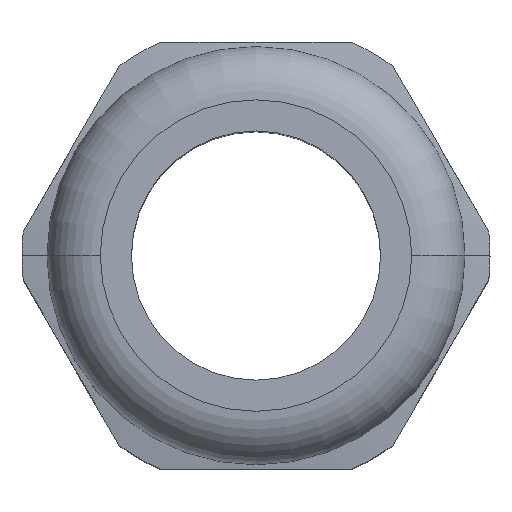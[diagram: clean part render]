
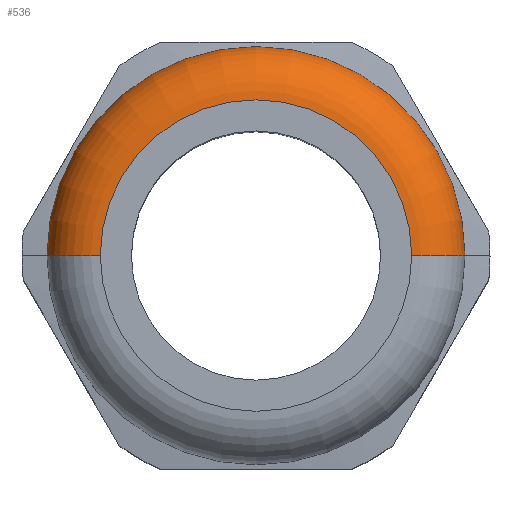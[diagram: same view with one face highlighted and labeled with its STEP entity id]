
A CAD part, top view. The second image highlights one B-rep face of the part: STEP entity #536.
In plain terms, the highlighted toroidal (fillet/blend) face has major radius 8.75 mm and minor radius 3 mm.
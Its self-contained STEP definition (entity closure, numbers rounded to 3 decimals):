
#79 = AXIS2_PLACEMENT_3D ( 'NONE', #1402, #1403, #1404 ) ;
#251 = DIRECTION ( 'NONE',  ( 1., 0., 0. ) ) ;
#252 = DIRECTION ( 'NONE',  ( 0., 0., 1. ) ) ;
#253 = CARTESIAN_POINT ( 'NONE',  ( 0., 0., 29. ) ) ;
#372 = CIRCLE ( 'NONE', #79, 3. ) ;
#374 = TOROIDAL_SURFACE ( 'NONE', #599, 8.75, 3. ) ;
#383 = CIRCLE ( 'NONE', #818, 3. ) ;
#384 = CIRCLE ( 'NONE', #817, 11.75 ) ;
#412 = CIRCLE ( 'NONE', #1162, 8.75 ) ;
#447 = EDGE_CURVE ( 'NONE', #1032, #1044, #412, .T. ) ;
#521 = EDGE_CURVE ( 'NONE', #1059, #1034, #384, .T. ) ;
#522 = EDGE_CURVE ( 'NONE', #1059, #1044, #383, .T. ) ;
#536 = ADVANCED_FACE ( 'NONE', ( #594 ), #374, .T. ) ;
#544 = EDGE_CURVE ( 'NONE', #1034, #1032, #372, .T. ) ;
#594 = FACE_OUTER_BOUND ( 'NONE', #1144, .T. ) ;
#599 = AXIS2_PLACEMENT_3D ( 'NONE', #1247, #1246, #1245 ) ;
#817 = AXIS2_PLACEMENT_3D ( 'NONE', #1292, #1291, #1290 ) ;
#818 = AXIS2_PLACEMENT_3D ( 'NONE', #1289, #1288, #1287 ) ;
#983 = ORIENTED_EDGE ( 'NONE', *, *, #544, .F. ) ;
#984 = ORIENTED_EDGE ( 'NONE', *, *, #522, .T. ) ;
#985 = ORIENTED_EDGE ( 'NONE', *, *, #447, .F. ) ;
#1032 = VERTEX_POINT ( 'NONE', #1523 ) ;
#1034 = VERTEX_POINT ( 'NONE', #1525 ) ;
#1044 = VERTEX_POINT ( 'NONE', #1535 ) ;
#1059 = VERTEX_POINT ( 'NONE', #1550 ) ;
#1133 = ORIENTED_EDGE ( 'NONE', *, *, #521, .F. ) ;
#1144 = EDGE_LOOP ( 'NONE', ( #1133, #984, #985, #983 ) ) ;
#1162 = AXIS2_PLACEMENT_3D ( 'NONE', #253, #252, #251 ) ;
#1245 = DIRECTION ( 'NONE',  ( 1., 0., 0. ) ) ;
#1246 = DIRECTION ( 'NONE',  ( 0., 0., 1. ) ) ;
#1247 = CARTESIAN_POINT ( 'NONE',  ( 0., 0., 26. ) ) ;
#1287 = DIRECTION ( 'NONE',  ( -1., 0., 0. ) ) ;
#1288 = DIRECTION ( 'NONE',  ( 0., 1., 0. ) ) ;
#1289 = CARTESIAN_POINT ( 'NONE',  ( -8.75, 0., 26. ) ) ;
#1290 = DIRECTION ( 'NONE',  ( 1., 0., 0. ) ) ;
#1291 = DIRECTION ( 'NONE',  ( 0., 0., -1. ) ) ;
#1292 = CARTESIAN_POINT ( 'NONE',  ( 0., 0., 26. ) ) ;
#1402 = CARTESIAN_POINT ( 'NONE',  ( 8.75, 0., 26. ) ) ;
#1403 = DIRECTION ( 'NONE',  ( 0., -1., 0. ) ) ;
#1404 = DIRECTION ( 'NONE',  ( 0., 0., -1. ) ) ;
#1523 = CARTESIAN_POINT ( 'NONE',  ( 8.75, 0., 29. ) ) ;
#1525 = CARTESIAN_POINT ( 'NONE',  ( 11.75, 0., 26. ) ) ;
#1535 = CARTESIAN_POINT ( 'NONE',  ( -8.75, 0., 29. ) ) ;
#1550 = CARTESIAN_POINT ( 'NONE',  ( -11.75, 0., 26. ) ) ;
